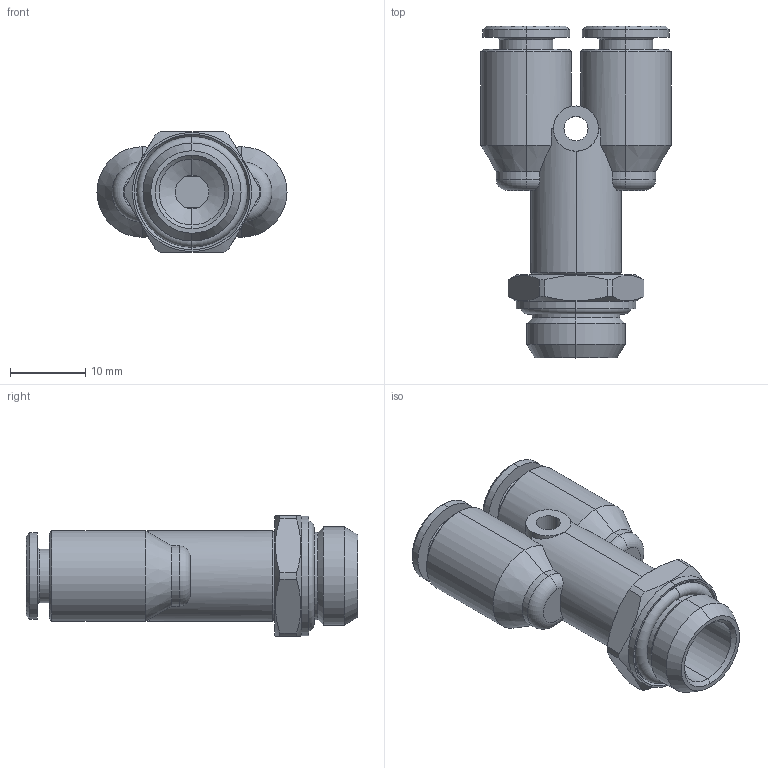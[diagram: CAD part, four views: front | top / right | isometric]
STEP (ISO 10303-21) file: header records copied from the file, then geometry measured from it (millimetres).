
FILE_DESCRIPTION (( 'STEP AP203' ), '1' );
FILE_NAME ('B0210032.STEP', '2011-04-20T06:32:23', ( 'UT1' ), ( 'sopra-pneumatic' ), 'SwSTEP 2.0', 'SolidWorks 2009', '' );
FILE_SCHEMA (( 'CONFIG_CONTROL_DESIGN' ));
Length unit declared in the file: millimetre
Products named in the file (1): B0210032
Bounding box: 25.2 x 44 x 16 mm (x, y, z)
Volume: 5618.2 mm3; surface area: 4925.9 mm2
Topology: 2 solids, 2 shells, 144 faces, 344 edges, 208 vertices
Faces by surface type: cylinder 53, plane 41, cone 40, torus 10
Entity records: 4543 total; most frequent: CARTESIAN_POINT 1043, DIRECTION 774, ORIENTED_EDGE 688, EDGE_CURVE 344, AXIS2_PLACEMENT_3D 315, VERTEX_POINT 208, CIRCLE 170, EDGE_LOOP 156
